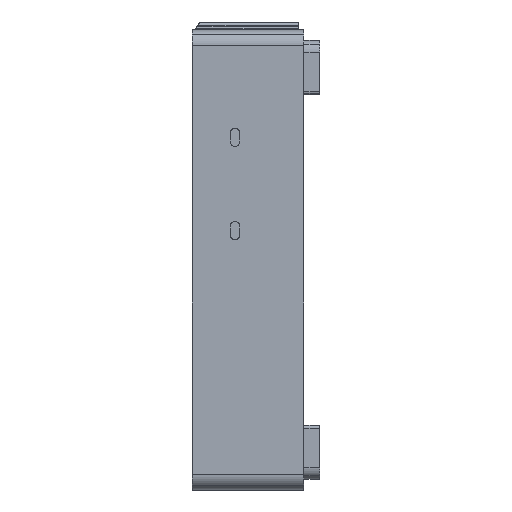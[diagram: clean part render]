
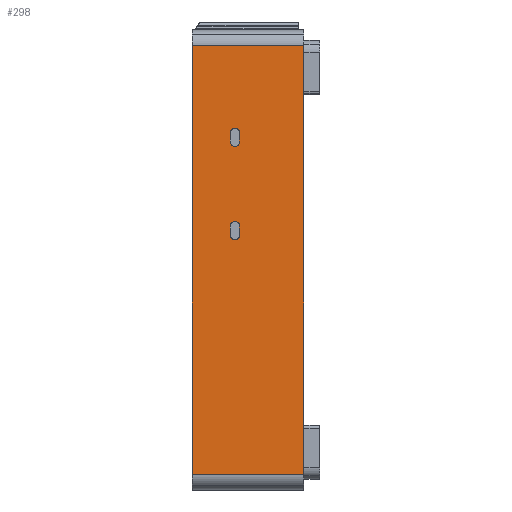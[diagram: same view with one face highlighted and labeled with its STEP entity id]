
A CAD part, left-side view. The second image highlights one B-rep face of the part: STEP entity #298.
In plain terms, the highlighted planar face has unit normal (-1, 0, 0).
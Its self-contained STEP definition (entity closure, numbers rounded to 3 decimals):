
#298=ADVANCED_FACE('0:11515',(#917,#918,#919),#920,.T.);
#917=FACE_BOUND('',#7690,.T.);
#918=FACE_BOUND('',#7691,.T.);
#919=FACE_OUTER_BOUND('',#7692,.T.);
#920=PLANE('',#7693);
#7690=EDGE_LOOP('',(#9991,#9992,#9993,#9994,#9995,#9996,#9997,#9998,#9999,#10000,#10001,#10002));
#7691=EDGE_LOOP('',(#10003,#10004,#10005,#10006,#10007,#10008,#10009,#10010,#10011,#10012,#10013,#10014));
#7692=EDGE_LOOP('',(#10015,#10016,#10017,#10018));
#7693=AXIS2_PLACEMENT_3D('',#10019,#10020,#10021);
#9991=ORIENTED_EDGE('',*,*,#11992,.F.);
#9992=ORIENTED_EDGE('',*,*,#11993,.F.);
#9993=ORIENTED_EDGE('',*,*,#11287,.F.);
#9994=ORIENTED_EDGE('',*,*,#11994,.F.);
#9995=ORIENTED_EDGE('',*,*,#11995,.F.);
#9996=ORIENTED_EDGE('',*,*,#11279,.F.);
#9997=ORIENTED_EDGE('',*,*,#11996,.F.);
#9998=ORIENTED_EDGE('',*,*,#11997,.F.);
#9999=ORIENTED_EDGE('',*,*,#11275,.F.);
#10000=ORIENTED_EDGE('',*,*,#11998,.F.);
#10001=ORIENTED_EDGE('',*,*,#11999,.F.);
#10002=ORIENTED_EDGE('',*,*,#11283,.F.);
#10003=ORIENTED_EDGE('',*,*,#12000,.F.);
#10004=ORIENTED_EDGE('',*,*,#11301,.F.);
#10005=ORIENTED_EDGE('',*,*,#12001,.F.);
#10006=ORIENTED_EDGE('',*,*,#12002,.F.);
#10007=ORIENTED_EDGE('',*,*,#11293,.F.);
#10008=ORIENTED_EDGE('',*,*,#12003,.F.);
#10009=ORIENTED_EDGE('',*,*,#12004,.F.);
#10010=ORIENTED_EDGE('',*,*,#11289,.F.);
#10011=ORIENTED_EDGE('',*,*,#12005,.F.);
#10012=ORIENTED_EDGE('',*,*,#12006,.F.);
#10013=ORIENTED_EDGE('',*,*,#11297,.F.);
#10014=ORIENTED_EDGE('',*,*,#12007,.F.);
#10015=ORIENTED_EDGE('',*,*,#11991,.F.);
#10016=ORIENTED_EDGE('',*,*,#11797,.T.);
#10017=ORIENTED_EDGE('',*,*,#11314,.F.);
#10018=ORIENTED_EDGE('',*,*,#11984,.F.);
#10019=CARTESIAN_POINT('',(-4.3,0.1,39.25));
#10020=DIRECTION('',(-1.0,-0.0,0.0));
#10021=DIRECTION('',(0.0,-0.0,-1.0));
#11275=EDGE_CURVE('0:13282',#12300,#12296,#12302,.F.);
#11279=EDGE_CURVE('0:13276',#12308,#12304,#12310,.F.);
#11283=EDGE_CURVE('0:13288',#12316,#12312,#12318,.F.);
#11287=EDGE_CURVE('0:13270',#12324,#12320,#12326,.F.);
#11289=EDGE_CURVE('0:13306',#12327,#12330,#12331,.F.);
#11293=EDGE_CURVE('0:13300',#12335,#12338,#12339,.F.);
#11297=EDGE_CURVE('0:13312',#12343,#12346,#12347,.F.);
#11301=EDGE_CURVE('0:13294',#12351,#12354,#12355,.F.);
#11314=EDGE_CURVE('0:13264',#12378,#12380,#12381,.T.);
#11797=EDGE_CURVE('0:12505',#13235,#12380,#13236,.T.);
#11984=EDGE_CURVE('0:13237',#13481,#12378,#13483,.F.);
#11991=EDGE_CURVE('0:13258',#13235,#13481,#13494,.T.);
#11992=EDGE_CURVE('0:13267',#13495,#12316,#13496,.T.);
#11993=EDGE_CURVE('0:13270',#12320,#13495,#13497,.F.);
#11994=EDGE_CURVE('0:13273',#13498,#12324,#13499,.T.);
#11995=EDGE_CURVE('0:13276',#12304,#13498,#13500,.F.);
#11996=EDGE_CURVE('0:13279',#13501,#12308,#13502,.T.);
#11997=EDGE_CURVE('0:13282',#12296,#13501,#13503,.F.);
#11998=EDGE_CURVE('0:13285',#13504,#12300,#13505,.T.);
#11999=EDGE_CURVE('0:13288',#12312,#13504,#13506,.F.);
#12000=EDGE_CURVE('0:13291',#12354,#13507,#13508,.T.);
#12001=EDGE_CURVE('0:13294',#13509,#12351,#13510,.F.);
#12002=EDGE_CURVE('0:13297',#12338,#13509,#13511,.T.);
#12003=EDGE_CURVE('0:13300',#13512,#12335,#13513,.F.);
#12004=EDGE_CURVE('0:13303',#12330,#13512,#13514,.T.);
#12005=EDGE_CURVE('0:13306',#13515,#12327,#13516,.F.);
#12006=EDGE_CURVE('0:13309',#12346,#13515,#13517,.T.);
#12007=EDGE_CURVE('0:13312',#13507,#12343,#13518,.F.);
#12296=VERTEX_POINT('',#13964);
#12300=VERTEX_POINT('',#13969);
#12302=CIRCLE('',#13972,0.8);
#12304=VERTEX_POINT('',#13974);
#12308=VERTEX_POINT('',#13979);
#12310=CIRCLE('',#13982,0.8);
#12312=VERTEX_POINT('',#13984);
#12316=VERTEX_POINT('',#13989);
#12318=CIRCLE('',#13992,0.8);
#12320=VERTEX_POINT('',#13994);
#12324=VERTEX_POINT('',#13999);
#12326=CIRCLE('',#14002,0.8);
#12327=VERTEX_POINT('',#14003);
#12330=VERTEX_POINT('',#14007);
#12331=CIRCLE('',#14008,0.8);
#12335=VERTEX_POINT('',#14013);
#12338=VERTEX_POINT('',#14017);
#12339=CIRCLE('',#14018,0.8);
#12343=VERTEX_POINT('',#14023);
#12346=VERTEX_POINT('',#14027);
#12347=CIRCLE('',#14028,0.8);
#12351=VERTEX_POINT('',#14033);
#12354=VERTEX_POINT('',#14037);
#12355=CIRCLE('',#14038,0.8);
#12378=VERTEX_POINT('',#14067);
#12380=VERTEX_POINT('',#14069);
#12381=LINE('',#14070,#14071);
#13235=VERTEX_POINT('',#15535);
#13236=LINE('',#15536,#15537);
#13481=VERTEX_POINT('',#16211);
#13483=LINE('',#16213,#16214);
#13494=LINE('',#16230,#16231);
#13495=VERTEX_POINT('',#16232);
#13496=LINE('',#16233,#16234);
#13497=CIRCLE('',#16235,0.8);
#13498=VERTEX_POINT('',#16236);
#13499=LINE('',#16237,#16238);
#13500=CIRCLE('',#16239,0.8);
#13501=VERTEX_POINT('',#16240);
#13502=LINE('',#16241,#16242);
#13503=CIRCLE('',#16243,0.8);
#13504=VERTEX_POINT('',#16244);
#13505=LINE('',#16245,#16246);
#13506=CIRCLE('',#16247,0.8);
#13507=VERTEX_POINT('',#16248);
#13508=LINE('',#16249,#16250);
#13509=VERTEX_POINT('',#16251);
#13510=CIRCLE('',#16252,0.8);
#13511=LINE('',#16253,#16254);
#13512=VERTEX_POINT('',#16255);
#13513=CIRCLE('',#16256,0.8);
#13514=LINE('',#16257,#16258);
#13515=VERTEX_POINT('',#16259);
#13516=CIRCLE('',#16260,0.8);
#13517=LINE('',#16261,#16262);
#13518=CIRCLE('',#16263,0.8);
#13964=CARTESIAN_POINT('',(-4.3,-4.334,63.936));
#13969=CARTESIAN_POINT('',(-4.3,-4.9,64.17));
#13972=AXIS2_PLACEMENT_3D('',#17044,#17045,#17046);
#13974=CARTESIAN_POINT('',(-4.3,-4.334,61.004));
#13979=CARTESIAN_POINT('',(-4.3,-4.1,61.57));
#13982=AXIS2_PLACEMENT_3D('',#17052,#17053,#17054);
#13984=CARTESIAN_POINT('',(-4.3,-5.566,63.936));
#13989=CARTESIAN_POINT('',(-4.3,-5.8,63.37));
#13992=AXIS2_PLACEMENT_3D('',#17060,#17061,#17062);
#13994=CARTESIAN_POINT('',(-4.3,-5.566,61.004));
#13999=CARTESIAN_POINT('',(-4.3,-5.0,60.77));
#14002=AXIS2_PLACEMENT_3D('',#17068,#17069,#17070);
#14003=CARTESIAN_POINT('',(-4.3,-4.334,46.266));
#14007=CARTESIAN_POINT('',(-4.3,-4.1,45.7));
#14008=AXIS2_PLACEMENT_3D('',#17072,#17073,#17074);
#14013=CARTESIAN_POINT('',(-4.3,-4.334,43.334));
#14017=CARTESIAN_POINT('',(-4.3,-4.9,43.1));
#14018=AXIS2_PLACEMENT_3D('',#17080,#17081,#17082);
#14023=CARTESIAN_POINT('',(-4.3,-5.566,46.266));
#14027=CARTESIAN_POINT('',(-4.3,-5.0,46.5));
#14028=AXIS2_PLACEMENT_3D('',#17088,#17089,#17090);
#14033=CARTESIAN_POINT('',(-4.3,-5.566,43.334));
#14037=CARTESIAN_POINT('',(-4.3,-5.8,43.9));
#14038=AXIS2_PLACEMENT_3D('',#17096,#17097,#17098);
#14067=CARTESIAN_POINT('',(-4.3,3.1,79.8));
#14069=CARTESIAN_POINT('',(-4.3,-17.96,79.8));
#14070=CARTESIAN_POINT('',(-4.3,0.1,79.8));
#14071=VECTOR('',#17123,1.0);
#15535=CARTESIAN_POINT('',(-4.3,-17.96,-1.3));
#15536=CARTESIAN_POINT('',(-4.3,-17.96,27.188));
#15537=VECTOR('',#17993,1.0);
#16211=CARTESIAN_POINT('',(-4.3,3.1,-1.3));
#16213=CARTESIAN_POINT('',(-4.3,3.1,39.25));
#16214=VECTOR('',#18338,1.0);
#16230=CARTESIAN_POINT('',(-4.3,0.1,-1.3));
#16231=VECTOR('',#18347,1.0);
#16232=CARTESIAN_POINT('',(-4.3,-5.8,61.57));
#16233=CARTESIAN_POINT('',(-4.3,-5.8,50.485));
#16234=VECTOR('',#18348,1.0);
#16235=AXIS2_PLACEMENT_3D('',#18349,#18350,#18351);
#16236=CARTESIAN_POINT('',(-4.3,-4.9,60.77));
#16237=CARTESIAN_POINT('',(-4.3,-2.425,60.77));
#16238=VECTOR('',#18352,1.0);
#16239=AXIS2_PLACEMENT_3D('',#18353,#18354,#18355);
#16240=CARTESIAN_POINT('',(-4.3,-4.1,63.37));
#16241=CARTESIAN_POINT('',(-4.3,-4.1,50.485));
#16242=VECTOR('',#18356,1.0);
#16243=AXIS2_PLACEMENT_3D('',#18357,#18358,#18359);
#16244=CARTESIAN_POINT('',(-4.3,-5.0,64.17));
#16245=CARTESIAN_POINT('',(-4.3,-2.425,64.17));
#16246=VECTOR('',#18360,1.0);
#16247=AXIS2_PLACEMENT_3D('',#18361,#18362,#18363);
#16248=CARTESIAN_POINT('',(-4.3,-5.8,45.7));
#16249=CARTESIAN_POINT('',(-4.3,-5.8,42.4));
#16250=VECTOR('',#18364,1.0);
#16251=CARTESIAN_POINT('',(-4.3,-5.0,43.1));
#16252=AXIS2_PLACEMENT_3D('',#18365,#18366,#18367);
#16253=CARTESIAN_POINT('',(-4.3,-2.425,43.1));
#16254=VECTOR('',#18368,1.0);
#16255=CARTESIAN_POINT('',(-4.3,-4.1,43.9));
#16256=AXIS2_PLACEMENT_3D('',#18369,#18370,#18371);
#16257=CARTESIAN_POINT('',(-4.3,-4.1,42.4));
#16258=VECTOR('',#18372,1.0);
#16259=CARTESIAN_POINT('',(-4.3,-4.9,46.5));
#16260=AXIS2_PLACEMENT_3D('',#18373,#18374,#18375);
#16261=CARTESIAN_POINT('',(-4.3,-2.425,46.5));
#16262=VECTOR('',#18376,1.0);
#16263=AXIS2_PLACEMENT_3D('',#18377,#18378,#18379);
#17044=CARTESIAN_POINT('',(-4.3,-4.9,63.37));
#17045=DIRECTION('',(1.0,0.0,-0.0));
#17046=DIRECTION('',(0.0,0.707,0.707));
#17052=CARTESIAN_POINT('',(-4.3,-4.9,61.57));
#17053=DIRECTION('',(1.0,0.0,0.0));
#17054=DIRECTION('',(0.0,0.707,-0.707));
#17060=CARTESIAN_POINT('',(-4.3,-5.0,63.37));
#17061=DIRECTION('',(1.0,0.0,0.0));
#17062=DIRECTION('',(0.0,-0.707,0.707));
#17068=CARTESIAN_POINT('',(-4.3,-5.0,61.57));
#17069=DIRECTION('',(1.0,0.0,0.0));
#17070=DIRECTION('',(0.0,-0.707,-0.707));
#17072=CARTESIAN_POINT('',(-4.3,-4.9,45.7));
#17073=DIRECTION('',(1.0,0.0,-0.0));
#17074=DIRECTION('',(0.0,0.707,0.707));
#17080=CARTESIAN_POINT('',(-4.3,-4.9,43.9));
#17081=DIRECTION('',(1.0,0.0,0.0));
#17082=DIRECTION('',(0.0,0.707,-0.707));
#17088=CARTESIAN_POINT('',(-4.3,-5.0,45.7));
#17089=DIRECTION('',(1.0,0.0,0.0));
#17090=DIRECTION('',(0.0,-0.707,0.707));
#17096=CARTESIAN_POINT('',(-4.3,-5.0,43.9));
#17097=DIRECTION('',(1.0,0.0,0.0));
#17098=DIRECTION('',(0.0,-0.707,-0.707));
#17123=DIRECTION('',(0.0,-1.0,0.0));
#17993=DIRECTION('',(0.0,0.0,1.0));
#18338=DIRECTION('',(0.0,0.0,-1.0));
#18347=DIRECTION('',(0.0,1.0,0.0));
#18348=DIRECTION('',(0.0,0.0,1.0));
#18349=CARTESIAN_POINT('',(-4.3,-5.0,61.57));
#18350=DIRECTION('',(1.0,0.0,0.0));
#18351=DIRECTION('',(0.0,-0.707,-0.707));
#18352=DIRECTION('',(0.0,-1.0,0.0));
#18353=CARTESIAN_POINT('',(-4.3,-4.9,61.57));
#18354=DIRECTION('',(1.0,0.0,0.0));
#18355=DIRECTION('',(0.0,0.707,-0.707));
#18356=DIRECTION('',(0.0,0.0,-1.0));
#18357=CARTESIAN_POINT('',(-4.3,-4.9,63.37));
#18358=DIRECTION('',(1.0,0.0,-0.0));
#18359=DIRECTION('',(0.0,0.707,0.707));
#18360=DIRECTION('',(0.0,1.0,0.0));
#18361=CARTESIAN_POINT('',(-4.3,-5.0,63.37));
#18362=DIRECTION('',(1.0,0.0,0.0));
#18363=DIRECTION('',(0.0,-0.707,0.707));
#18364=DIRECTION('',(0.0,0.0,1.0));
#18365=CARTESIAN_POINT('',(-4.3,-5.0,43.9));
#18366=DIRECTION('',(1.0,0.0,0.0));
#18367=DIRECTION('',(0.0,-0.707,-0.707));
#18368=DIRECTION('',(0.0,-1.0,0.0));
#18369=CARTESIAN_POINT('',(-4.3,-4.9,43.9));
#18370=DIRECTION('',(1.0,0.0,0.0));
#18371=DIRECTION('',(0.0,0.707,-0.707));
#18372=DIRECTION('',(0.0,0.0,-1.0));
#18373=CARTESIAN_POINT('',(-4.3,-4.9,45.7));
#18374=DIRECTION('',(1.0,0.0,-0.0));
#18375=DIRECTION('',(0.0,0.707,0.707));
#18376=DIRECTION('',(0.0,1.0,0.0));
#18377=CARTESIAN_POINT('',(-4.3,-5.0,45.7));
#18378=DIRECTION('',(1.0,0.0,0.0));
#18379=DIRECTION('',(0.0,-0.707,0.707));
